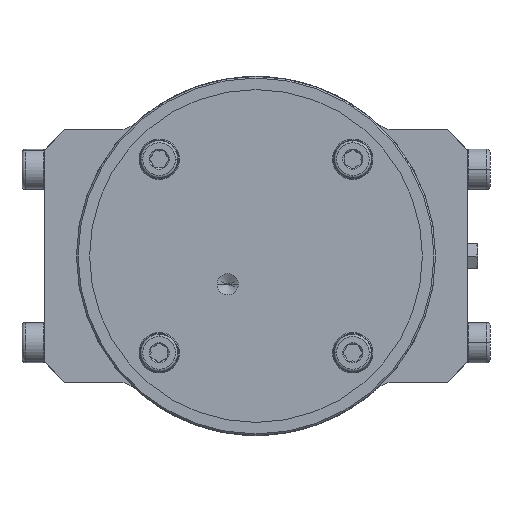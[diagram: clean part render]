
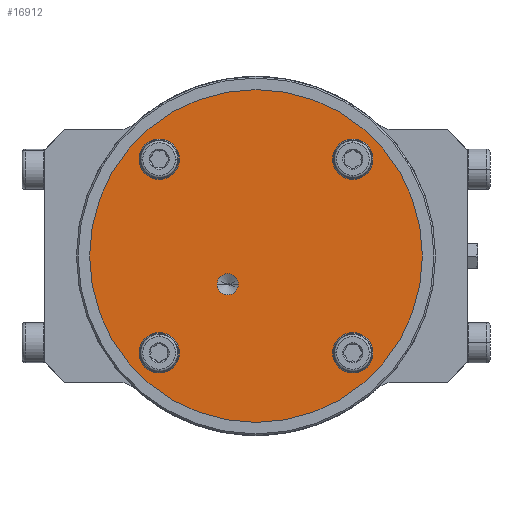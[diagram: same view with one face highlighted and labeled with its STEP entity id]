
A CAD part, front view. The second image highlights one B-rep face of the part: STEP entity #16912.
In plain terms, the highlighted face is planar.
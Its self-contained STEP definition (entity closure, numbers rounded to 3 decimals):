
#1417 = DIRECTION ( 'NONE',  ( 0., 0., 1. ) ) ;
#1419 = FACE_BOUND ( 'NONE', #3682, .T. ) ;
#1425 = CARTESIAN_POINT ( 'NONE',  ( -105., 89., 0. ) ) ;
#1426 = FACE_OUTER_BOUND ( 'NONE', #3719, .T. ) ;
#1430 = FACE_BOUND ( 'NONE', #3676, .T. ) ;
#1432 = PLANE ( 'NONE',  #5224 ) ;
#1436 = DIRECTION ( 'NONE',  ( 1., 0., 0. ) ) ;
#1808 = VERTEX_POINT ( 'NONE', #18261 ) ;
#1866 = VERTEX_POINT ( 'NONE', #7138 ) ;
#1882 = VERTEX_POINT ( 'NONE', #7154 ) ;
#3676 = EDGE_LOOP ( 'NONE', ( #8603, #17808 ) ) ;
#3682 = EDGE_LOOP ( 'NONE', ( #17888, #17840 ) ) ;
#3719 = EDGE_LOOP ( 'NONE', ( #17770, #17836 ) ) ;
#4496 = AXIS2_PLACEMENT_3D ( 'NONE', #13746, #13747, #13748 ) ;
#4501 = CIRCLE ( 'NONE', #4496, 82.5 ) ;
#4708 = AXIS2_PLACEMENT_3D ( 'NONE', #5905, #5906, #5907 ) ;
#4720 = CIRCLE ( 'NONE', #4735, 7.75 ) ;
#4726 = AXIS2_PLACEMENT_3D ( 'NONE', #5875, #5876, #5877 ) ;
#4735 = AXIS2_PLACEMENT_3D ( 'NONE', #5897, #5898, #5899 ) ;
#4744 = CIRCLE ( 'NONE', #4726, 82.5 ) ;
#4779 = CIRCLE ( 'NONE', #4708, 5.25 ) ;
#5224 = AXIS2_PLACEMENT_3D ( 'NONE', #1425, #1417, #1436 ) ;
#5875 = CARTESIAN_POINT ( 'NONE',  ( 0., 0., 0. ) ) ;
#5876 = DIRECTION ( 'NONE',  ( 0., 0., -1. ) ) ;
#5877 = DIRECTION ( 'NONE',  ( 1., 0., 0. ) ) ;
#5897 = CARTESIAN_POINT ( 'NONE',  ( 48., 48., 0. ) ) ;
#5898 = DIRECTION ( 'NONE',  ( 0., 0., -1. ) ) ;
#5899 = DIRECTION ( 'NONE',  ( 1., 0., 0. ) ) ;
#5905 = CARTESIAN_POINT ( 'NONE',  ( -14., 14., 0. ) ) ;
#5906 = DIRECTION ( 'NONE',  ( 0., 0., -1. ) ) ;
#5907 = DIRECTION ( 'NONE',  ( 1., 0., 0. ) ) ;
#7138 = CARTESIAN_POINT ( 'NONE',  ( -82.5, 0., 0. ) ) ;
#7154 = CARTESIAN_POINT ( 'NONE',  ( 82.5, 0., 0. ) ) ;
#8603 = ORIENTED_EDGE ( 'NONE', *, *, #16612, .F. ) ;
#8943 = EDGE_CURVE ( 'NONE', #11895, #1808, #11646, .T. ) ;
#9318 = EDGE_CURVE ( 'NONE', #1866, #1882, #4501, .T. ) ;
#9384 = CARTESIAN_POINT ( 'NONE',  ( 48., 48., 0. ) ) ;
#9385 = DIRECTION ( 'NONE',  ( 0., 0., -1. ) ) ;
#9386 = DIRECTION ( 'NONE',  ( 1., 0., 0. ) ) ;
#9440 = EDGE_CURVE ( 'NONE', #11883, #18719, #18515, .T. ) ;
#11646 = CIRCLE ( 'NONE', #11699, 7.75 ) ;
#11699 = AXIS2_PLACEMENT_3D ( 'NONE', #9384, #9385, #9386 ) ;
#11883 = VERTEX_POINT ( 'NONE', #15371 ) ;
#11895 = VERTEX_POINT ( 'NONE', #15395 ) ;
#13746 = CARTESIAN_POINT ( 'NONE',  ( 0., 0., 0. ) ) ;
#13747 = DIRECTION ( 'NONE',  ( 0., 0., -1. ) ) ;
#13748 = DIRECTION ( 'NONE',  ( 1., 0., 0. ) ) ;
#13862 = CARTESIAN_POINT ( 'NONE',  ( -14., 14., 0. ) ) ;
#13863 = DIRECTION ( 'NONE',  ( 0., 0., -1. ) ) ;
#13864 = DIRECTION ( 'NONE',  ( 1., 0., 0. ) ) ;
#14511 = CARTESIAN_POINT ( 'NONE',  ( -19.25, 14., 0. ) ) ;
#15371 = CARTESIAN_POINT ( 'NONE',  ( -8.75, 14., 0. ) ) ;
#15395 = CARTESIAN_POINT ( 'NONE',  ( 55.75, 48., 0. ) ) ;
#16602 = EDGE_CURVE ( 'NONE', #1882, #1866, #4744, .T. ) ;
#16609 = EDGE_CURVE ( 'NONE', #1808, #11895, #4720, .T. ) ;
#16612 = EDGE_CURVE ( 'NONE', #18719, #11883, #4779, .T. ) ;
#16912 = ADVANCED_FACE ( 'NONE', ( #1426, #1419, #1430 ), #1432, .F. ) ;
#17770 = ORIENTED_EDGE ( 'NONE', *, *, #9318, .T. ) ;
#17808 = ORIENTED_EDGE ( 'NONE', *, *, #9440, .F. ) ;
#17836 = ORIENTED_EDGE ( 'NONE', *, *, #16602, .T. ) ;
#17840 = ORIENTED_EDGE ( 'NONE', *, *, #8943, .F. ) ;
#17888 = ORIENTED_EDGE ( 'NONE', *, *, #16609, .F. ) ;
#18261 = CARTESIAN_POINT ( 'NONE',  ( 40.25, 48., 0. ) ) ;
#18501 = AXIS2_PLACEMENT_3D ( 'NONE', #13862, #13863, #13864 ) ;
#18515 = CIRCLE ( 'NONE', #18501, 5.25 ) ;
#18719 = VERTEX_POINT ( 'NONE', #14511 ) ;
